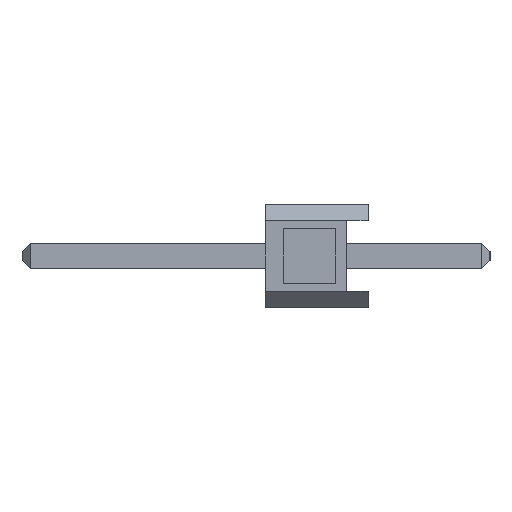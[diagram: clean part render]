
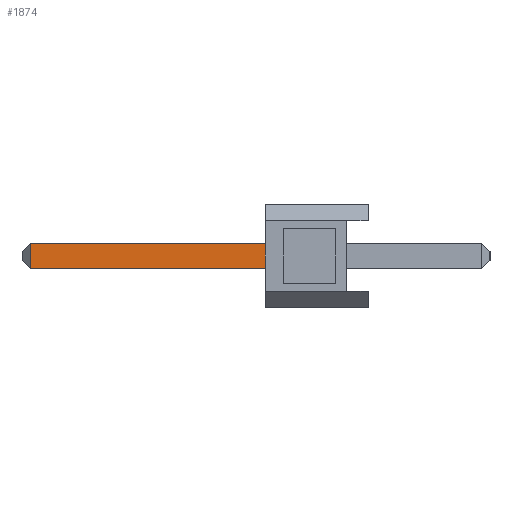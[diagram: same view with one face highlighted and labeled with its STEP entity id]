
A CAD part, left-side view. The second image highlights one B-rep face of the part: STEP entity #1874.
In plain terms, the highlighted planar face has unit normal (-1, 0, 0).
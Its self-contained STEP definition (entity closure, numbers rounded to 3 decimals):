
#31 = DIRECTION ( 'NONE',  ( -1., 0., 0. ) ) ;
#35 = ORIENTED_EDGE ( 'NONE', *, *, #1253, .F. ) ;
#39 = LINE ( 'NONE', #1601, #1841 ) ;
#82 = VECTOR ( 'NONE', #126, 1000. ) ;
#126 = DIRECTION ( 'NONE',  ( 0., 1., 0. ) ) ;
#183 = DIRECTION ( 'NONE',  ( 0., 1., 0. ) ) ;
#206 = ORIENTED_EDGE ( 'NONE', *, *, #1508, .T. ) ;
#310 = DIRECTION ( 'NONE',  ( 0., 0., 1. ) ) ;
#346 = CARTESIAN_POINT ( 'NONE',  ( -0.32, 2.54, 0. ) ) ;
#357 = FACE_OUTER_BOUND ( 'NONE', #876, .T. ) ;
#507 = CARTESIAN_POINT ( 'NONE',  ( -0.32, -3., -0.32 ) ) ;
#515 = DIRECTION ( 'NONE',  ( 0., 0., -1. ) ) ;
#518 = VERTEX_POINT ( 'NONE', #1483 ) ;
#526 = CARTESIAN_POINT ( 'NONE',  ( -0.32, 2.54, 0.32 ) ) ;
#539 = VECTOR ( 'NONE', #515, 1000. ) ;
#619 = LINE ( 'NONE', #346, #539 ) ;
#699 = DIRECTION ( 'NONE',  ( 0., 0., -1. ) ) ;
#798 = CARTESIAN_POINT ( 'NONE',  ( -0.32, 2.54, -0.32 ) ) ;
#840 = CARTESIAN_POINT ( 'NONE',  ( -0.32, 8.34, 0.32 ) ) ;
#876 = EDGE_LOOP ( 'NONE', ( #1697, #206, #35, #1709 ) ) ;
#882 = LINE ( 'NONE', #507, #1086 ) ;
#1086 = VECTOR ( 'NONE', #183, 1000. ) ;
#1253 = EDGE_CURVE ( 'NONE', #1429, #518, #882, .T. ) ;
#1297 = LINE ( 'NONE', #1656, #82 ) ;
#1402 = EDGE_CURVE ( 'NONE', #1533, #1429, #619, .T. ) ;
#1403 = PLANE ( 'NONE',  #1572 ) ;
#1429 = VERTEX_POINT ( 'NONE', #798 ) ;
#1478 = VERTEX_POINT ( 'NONE', #840 ) ;
#1483 = CARTESIAN_POINT ( 'NONE',  ( -0.32, 8.34, -0.32 ) ) ;
#1508 = EDGE_CURVE ( 'NONE', #1478, #518, #39, .T. ) ;
#1533 = VERTEX_POINT ( 'NONE', #526 ) ;
#1556 = CARTESIAN_POINT ( 'NONE',  ( -0.32, -3., -0.32 ) ) ;
#1572 = AXIS2_PLACEMENT_3D ( 'NONE', #1556, #31, #310 ) ;
#1601 = CARTESIAN_POINT ( 'NONE',  ( -0.32, 8.34, -0.32 ) ) ;
#1656 = CARTESIAN_POINT ( 'NONE',  ( -0.32, -3., 0.32 ) ) ;
#1697 = ORIENTED_EDGE ( 'NONE', *, *, #1744, .T. ) ;
#1709 = ORIENTED_EDGE ( 'NONE', *, *, #1402, .F. ) ;
#1744 = EDGE_CURVE ( 'NONE', #1533, #1478, #1297, .T. ) ;
#1841 = VECTOR ( 'NONE', #699, 1000. ) ;
#1874 = ADVANCED_FACE ( 'NONE', ( #357 ), #1403, .T. ) ;
